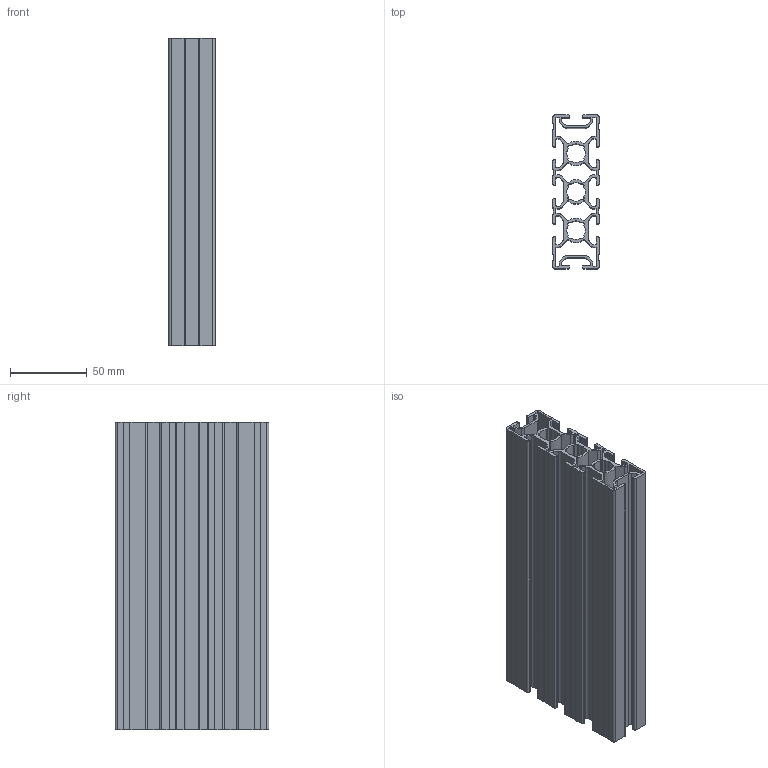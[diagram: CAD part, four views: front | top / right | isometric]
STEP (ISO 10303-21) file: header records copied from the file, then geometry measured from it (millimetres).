
FILE_DESCRIPTION (( 'STEP AP203' ), '1' );
FILE_NAME ('PERFIL 30X100 BÁSICO.STEP', '2015-12-11T17:09:39', ( '' ), ( '' ), 'SwSTEP 2.0', 'SolidWorks 2014', '' );
FILE_SCHEMA (( 'CONFIG_CONTROL_DESIGN' ));
Length unit declared in the file: millimetre
Products named in the file (1): PERFIL 30X100 BÁSICO
Bounding box: 30 x 100 x 200 mm (x, y, z)
Volume: 168449.1 mm3; surface area: 190693.5 mm2
Topology: 1 solids, 1 shells, 417 faces, 1245 edges, 830 vertices
Faces by surface type: cylinder 229, plane 188
Entity records: 14282 total; most frequent: DIRECTION 2539, CARTESIAN_POINT 2493, ORIENTED_EDGE 2490, EDGE_CURVE 1245, AXIS2_PLACEMENT_3D 876, VERTEX_POINT 830, VECTOR 787, LINE 787
